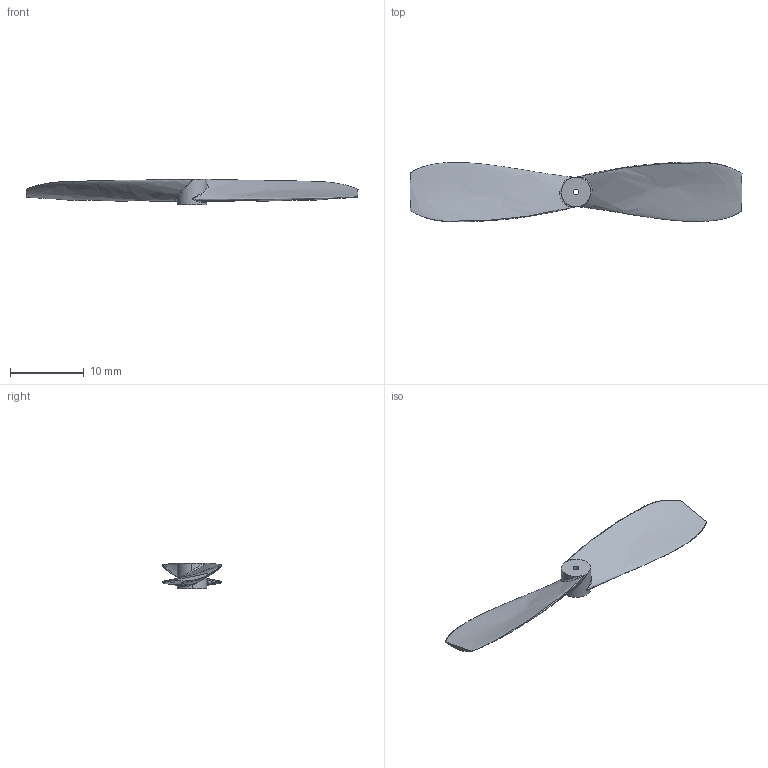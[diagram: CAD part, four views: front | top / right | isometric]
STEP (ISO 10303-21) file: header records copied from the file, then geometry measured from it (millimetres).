
FILE_DESCRIPTION (( 'STEP AP214' ), '1' );
FILE_NAME ('45mm propeller.STEP', '2020-07-22T03:41:44', ( '' ), ( '' ), 'SwSTEP 2.0', 'SolidWorks 2017', '' );
FILE_SCHEMA (( 'AUTOMOTIVE_DESIGN' ));
Length unit declared in the file: millimetre
Products named in the file (1): 45mm propeller
Bounding box: 45 x 8.07 x 3.5 mm (x, y, z)
Volume: 278.4 mm3; surface area: 702.6 mm2
Topology: 1 solids, 1 shells, 22 faces, 58 edges, 38 vertices
Faces by surface type: bspline 12, cylinder 6, plane 4
Entity records: 4270 total; most frequent: CARTESIAN_POINT 3773, ORIENTED_EDGE 116, DIRECTION 68, EDGE_CURVE 58, VERTEX_POINT 38, B_SPLINE_CURVE_WITH_KNOTS 32, AXIS2_PLACEMENT_3D 31, EDGE_LOOP 24
